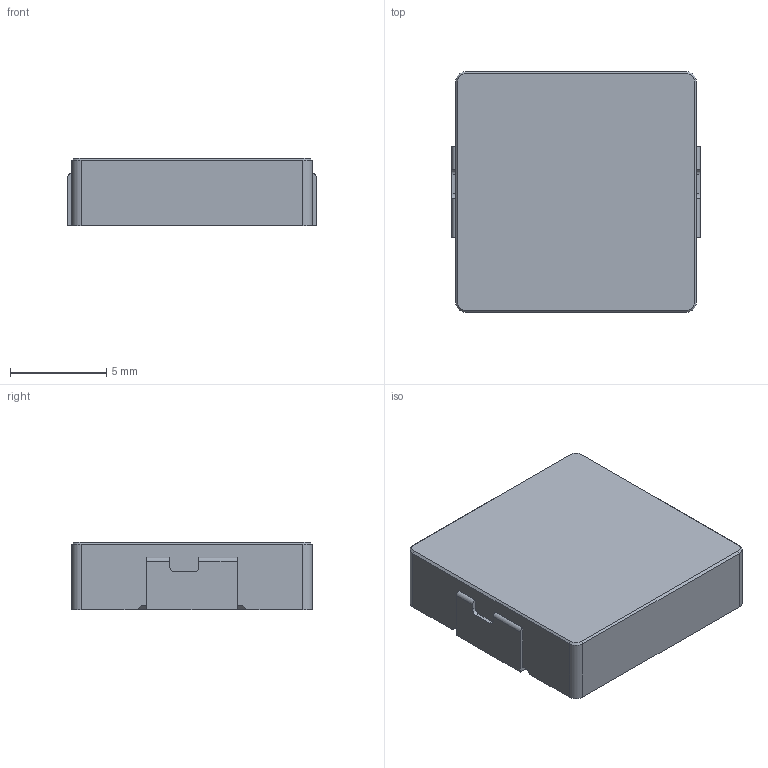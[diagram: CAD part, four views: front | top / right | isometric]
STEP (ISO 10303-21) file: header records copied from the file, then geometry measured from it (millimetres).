
FILE_DESCRIPTION(('FreeCAD Model'),'2;1');
FILE_NAME( 'SRP1238A.STP', '2018-06-22T21:22:44',('Author'),(''), 'Open CASCADE STEP processor 6.9','FreeCAD','Unknown');
FILE_SCHEMA(('AUTOMOTIVE_DESIGN_CC2 { 1 2 10303 214 -1 1 5 4 }'));
Length unit declared in the file: millimetre
Products named in the file (4): ASSEMBLY; Admi4FFDtvf007; Admi4FFDtvf011; Admi4FFDtvf5
Assembly tree (3 placements, depth 2):
  ASSEMBLY
    Admi4FFDtvf007
    Admi4FFDtvf011
    Admi4FFDtvf5
Bounding box: 12.9 x 12.5 x 3.5 mm (x, y, z)
Volume: 552.1 mm3; surface area: 613.3 mm2
Topology: 3 solids, 3 shells, 90 faces, 244 edges, 160 vertices
Faces by surface type: plane 54, cylinder 32, cone 4
Entity records: 6267 total; most frequent: CARTESIAN_POINT 1250, DIRECTION 956, LINE 596, VECTOR 596, ORIENTED_EDGE 488, PCURVE 488, DEFINITIONAL_REPRESENTATION 488, EDGE_CURVE 244
